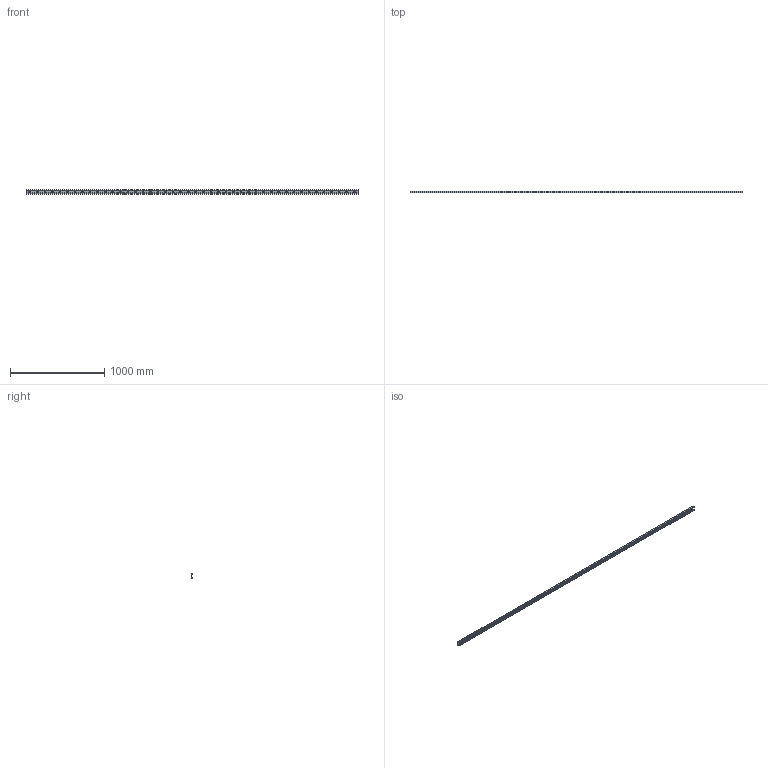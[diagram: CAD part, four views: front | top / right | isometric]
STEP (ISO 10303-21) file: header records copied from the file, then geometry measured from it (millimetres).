
FILE_DESCRIPTION((''),'2;1');
FILE_NAME('LCX 43-3520.C.stp','2016-04-28T09:43:35',('MRathmann'),(''),'Autodesk Inventor 2012','Autodesk Inventor 2012','');
FILE_SCHEMA(('CONFIG_CONTROL_DESIGN'));
Length unit declared in the file: millimetre
Products named in the file (1): LCX 43-3520.C
Bounding box: 3520 x 21 x 43 mm (x, y, z)
Volume: 1188038.8 mm3; surface area: 563790.7 mm2
Topology: 1 solids, 1 shells, 160 faces, 386 edges, 272 vertices
Faces by surface type: cylinder 101, plane 59
Full cylindrical faces by diameter (mm): 10.5 x44, 18 x44
Entity records: 4190 total; most frequent: DIRECTION 778, CARTESIAN_POINT 643, ORIENTED_EDGE 508, EDGE_LOOP 380, AXIS2_PLACEMENT_3D 363, EDGE_CURVE 254, VERTEX_POINT 228, FACE_BOUND 220
